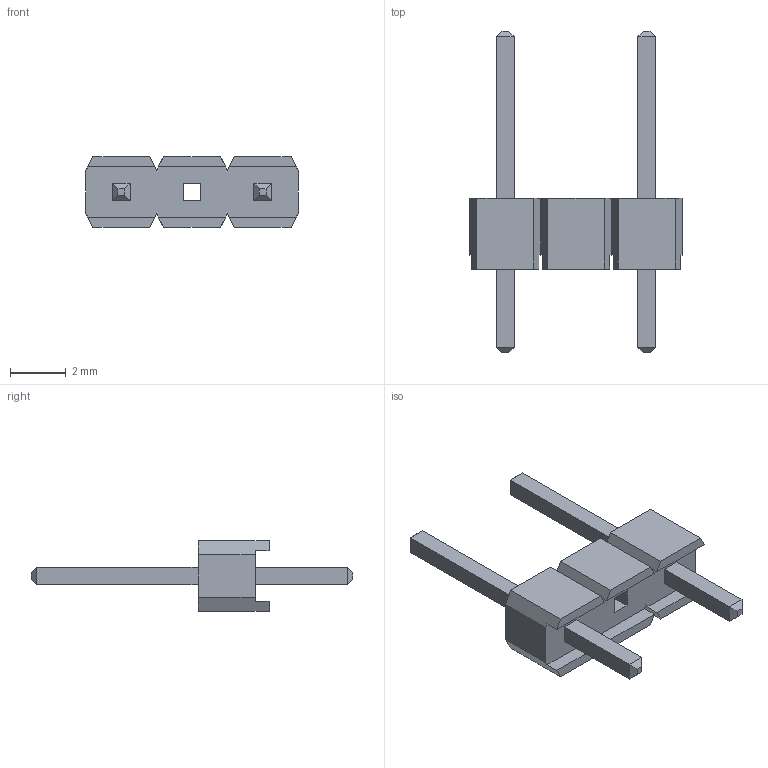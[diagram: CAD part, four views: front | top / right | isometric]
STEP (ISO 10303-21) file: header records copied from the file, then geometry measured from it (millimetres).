
FILE_DESCRIPTION (( 'STEP AP203' ), '1' );
FILE_NAME ('2-Pin-5_08mmVert.STEP', '2014-06-02T09:40:37', ( 'Sebastians' ), ( '' ), 'SwSTEP 2.0', 'SolidWorks 2014', '' );
FILE_SCHEMA (( 'CONFIG_CONTROL_DESIGN' ));
Length unit declared in the file: millimetre
Products named in the file (3): 2-Pin-5_08mmVert; 61300311121; 6130xx11121_PIN
Assembly tree (3 placements, depth 2):
  2-Pin-5_08mmVert
    61300311121
    6130xx11121_PIN  x2
Bounding box: 7.62 x 11.54 x 2.54 mm (x, y, z)
Volume: 47.2 mm3; surface area: 170.4 mm2
Topology: 3 solids, 3 shells, 74 faces, 188 edges, 120 vertices
Faces by surface type: plane 74
Entity records: 2169 total; most frequent: CARTESIAN_POINT 330, ORIENTED_EDGE 320, DIRECTION 292, LINE 160, EDGE_CURVE 160, VECTOR 160, VERTEX_POINT 104, AXIS2_PLACEMENT_3D 66
